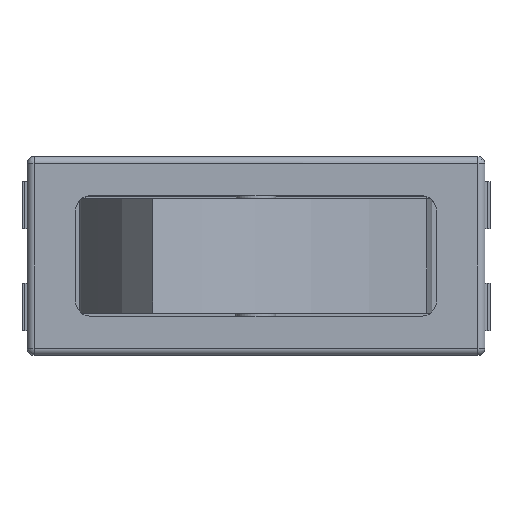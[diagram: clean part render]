
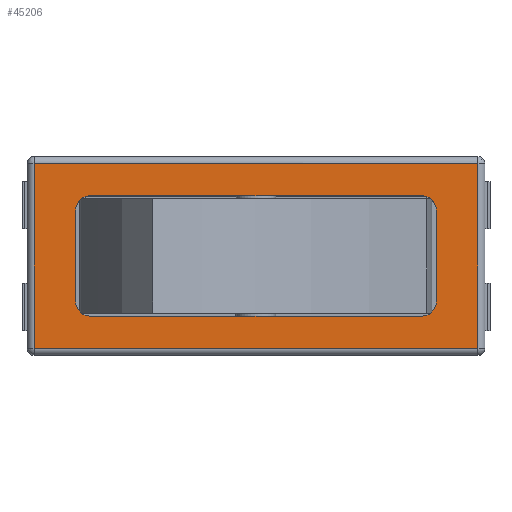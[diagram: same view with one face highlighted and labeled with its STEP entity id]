
A CAD part, top view. The second image highlights one B-rep face of the part: STEP entity #45206.
In plain terms, the highlighted planar face has unit normal (0, 0, 1).
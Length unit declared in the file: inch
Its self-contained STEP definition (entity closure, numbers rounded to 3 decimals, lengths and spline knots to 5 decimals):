
#44604=CARTESIAN_POINT('',(0.49606,0.12598,0.7874));
#44605=VERTEX_POINT('',#44604);
#44612=CARTESIAN_POINT('',(0.45669,0.16535,0.7874));
#44613=VERTEX_POINT('',#44612);
#44614=CARTESIAN_POINT('',(0.45669,0.12598,0.7874));
#44615=DIRECTION('',(0.0,0.0,1.0));
#44616=DIRECTION('',(0.707,0.707,0.0));
#44617=AXIS2_PLACEMENT_3D('',#44614,#44615,#44616);
#44618=CIRCLE('',#44617,0.03937);
#44619=EDGE_CURVE('',#44605,#44613,#44618,.T.);
#44648=CARTESIAN_POINT('',(0.49606,-0.12598,0.7874));
#44649=VERTEX_POINT('',#44648);
#44656=CARTESIAN_POINT('',(0.49606,0.12598,0.7874));
#44657=DIRECTION('',(0.0,-1.0,0.0));
#44658=VECTOR('',#44657,0.25197);
#44659=LINE('',#44656,#44658);
#44660=EDGE_CURVE('',#44605,#44649,#44659,.T.);
#44679=CARTESIAN_POINT('',(0.45669,-0.16535,0.7874));
#44680=VERTEX_POINT('',#44679);
#44687=CARTESIAN_POINT('',(0.45669,-0.12598,0.7874));
#44688=DIRECTION('',(0.0,0.0,1.0));
#44689=DIRECTION('',(0.707,-0.707,0.0));
#44690=AXIS2_PLACEMENT_3D('',#44687,#44688,#44689);
#44691=CIRCLE('',#44690,0.03937);
#44692=EDGE_CURVE('',#44680,#44649,#44691,.T.);
#44716=CARTESIAN_POINT('',(-0.45669,-0.16535,0.7874));
#44717=VERTEX_POINT('',#44716);
#44724=CARTESIAN_POINT('',(0.45669,-0.16535,0.7874));
#44725=DIRECTION('',(-1.0,0.0,0.0));
#44726=VECTOR('',#44725,0.91339);
#44727=LINE('',#44724,#44726);
#44728=EDGE_CURVE('',#44680,#44717,#44727,.T.);
#44752=CARTESIAN_POINT('',(-0.45669,0.16535,0.7874));
#44753=VERTEX_POINT('',#44752);
#44760=CARTESIAN_POINT('',(-0.49606,0.12598,0.7874));
#44761=VERTEX_POINT('',#44760);
#44762=CARTESIAN_POINT('',(-0.45669,0.12598,0.7874));
#44763=DIRECTION('',(0.0,0.0,1.0));
#44764=DIRECTION('',(-0.707,0.707,0.0));
#44765=AXIS2_PLACEMENT_3D('',#44762,#44763,#44764);
#44766=CIRCLE('',#44765,0.03937);
#44767=EDGE_CURVE('',#44753,#44761,#44766,.T.);
#44823=CARTESIAN_POINT('',(-0.49606,-0.12598,0.7874));
#44824=VERTEX_POINT('',#44823);
#44825=CARTESIAN_POINT('',(-0.49606,-0.12598,0.7874));
#44826=DIRECTION('',(0.0,1.0,0.0));
#44827=VECTOR('',#44826,0.25197);
#44828=LINE('',#44825,#44827);
#44829=EDGE_CURVE('',#44824,#44761,#44828,.T.);
#44848=CARTESIAN_POINT('',(-0.45669,-0.12598,0.7874));
#44849=DIRECTION('',(0.0,0.0,1.0));
#44850=DIRECTION('',(-0.707,-0.707,0.0));
#44851=AXIS2_PLACEMENT_3D('',#44848,#44849,#44850);
#44852=CIRCLE('',#44851,0.03937);
#44853=EDGE_CURVE('',#44824,#44717,#44852,.T.);
#44870=CARTESIAN_POINT('',(-0.45669,0.16535,0.7874));
#44871=DIRECTION('',(1.0,0.0,0.0));
#44872=VECTOR('',#44871,0.91339);
#44873=LINE('',#44870,#44872);
#44874=EDGE_CURVE('',#44753,#44613,#44873,.T.);
#44891=CARTESIAN_POINT('',(-0.61024,0.25394,0.7874));
#44892=VERTEX_POINT('',#44891);
#44900=CARTESIAN_POINT('',(0.61024,0.25394,0.7874));
#44901=VERTEX_POINT('',#44900);
#44902=CARTESIAN_POINT('',(-0.61024,0.25394,0.7874));
#44903=DIRECTION('',(1.0,0.0,0.0));
#44904=VECTOR('',#44903,1.22047);
#44905=LINE('',#44902,#44904);
#44906=EDGE_CURVE('',#44892,#44901,#44905,.T.);
#44940=CARTESIAN_POINT('',(0.61024,-0.25394,0.7874));
#44941=VERTEX_POINT('',#44940);
#44942=CARTESIAN_POINT('',(0.61024,0.25394,0.7874));
#44943=DIRECTION('',(0.0,-1.0,0.0));
#44944=VECTOR('',#44943,0.50787);
#44945=LINE('',#44942,#44944);
#44946=EDGE_CURVE('',#44901,#44941,#44945,.T.);
#44980=CARTESIAN_POINT('',(-0.61024,-0.25394,0.7874));
#44981=VERTEX_POINT('',#44980);
#44982=CARTESIAN_POINT('',(0.61024,-0.25394,0.7874));
#44983=DIRECTION('',(-1.0,0.0,0.0));
#44984=VECTOR('',#44983,1.22047);
#44985=LINE('',#44982,#44984);
#44986=EDGE_CURVE('',#44941,#44981,#44985,.T.);
#45037=CARTESIAN_POINT('',(-0.61024,-0.25394,0.7874));
#45038=DIRECTION('',(0.0,1.0,0.0));
#45039=VECTOR('',#45038,0.50787);
#45040=LINE('',#45037,#45039);
#45041=EDGE_CURVE('',#44981,#44892,#45040,.T.);
#45185=CARTESIAN_POINT('',(-0.67126,-0.27933,0.7874));
#45186=DIRECTION('',(0.0,0.0,1.0));
#45187=DIRECTION('',(1.0,0.0,0.0));
#45188=AXIS2_PLACEMENT_3D('',#45185,#45186,#45187);
#45189=PLANE('',#45188);
#45190=ORIENTED_EDGE('',*,*,#44906,.F.);
#45191=ORIENTED_EDGE('',*,*,#45041,.F.);
#45192=ORIENTED_EDGE('',*,*,#44986,.F.);
#45193=ORIENTED_EDGE('',*,*,#44946,.F.);
#45194=EDGE_LOOP('',(#45190,#45191,#45192,#45193));
#45195=FACE_OUTER_BOUND('',#45194,.T.);
#45196=ORIENTED_EDGE('',*,*,#44829,.T.);
#45197=ORIENTED_EDGE('',*,*,#44767,.F.);
#45198=ORIENTED_EDGE('',*,*,#44874,.T.);
#45199=ORIENTED_EDGE('',*,*,#44619,.F.);
#45200=ORIENTED_EDGE('',*,*,#44660,.T.);
#45201=ORIENTED_EDGE('',*,*,#44692,.F.);
#45202=ORIENTED_EDGE('',*,*,#44728,.T.);
#45203=ORIENTED_EDGE('',*,*,#44853,.F.);
#45204=EDGE_LOOP('',(#45196,#45197,#45198,#45199,#45200,#45201,#45202,#45203));
#45205=FACE_BOUND('',#45204,.T.);
#45206=ADVANCED_FACE('',(#45195,#45205),#45189,.T.);
